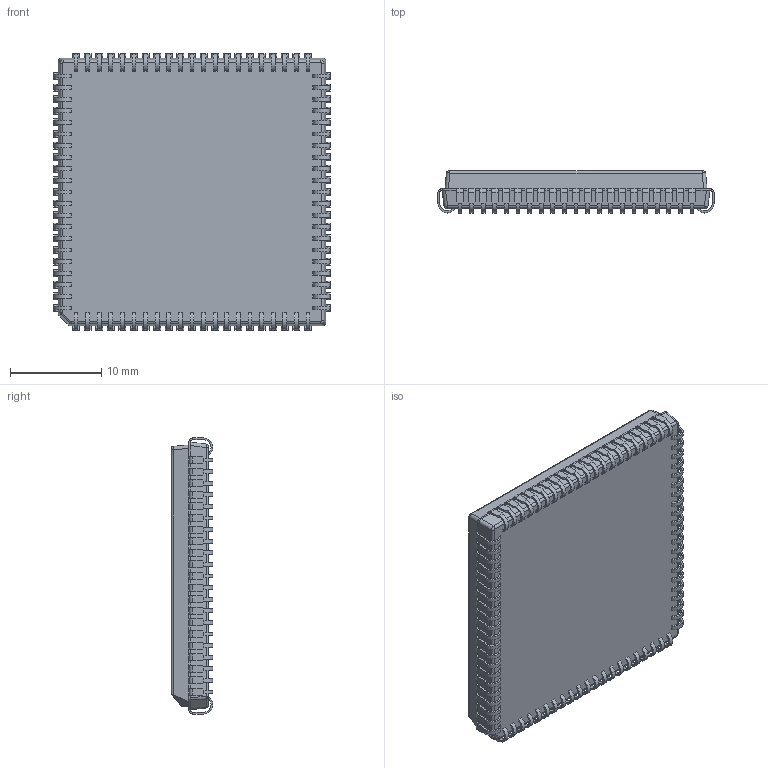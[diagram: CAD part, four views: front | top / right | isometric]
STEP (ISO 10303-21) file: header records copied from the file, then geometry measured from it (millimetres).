
FILE_DESCRIPTION (( 'STEP AP214' ), '1' );
FILE_NAME ('EPM7128SLC84-15.STEP', '2024-01-04T05:11:24', ( 'LENOVO' ), ( '' ), 'SwSTEP 2.0', 'SolidWorks 2021', '' );
FILE_SCHEMA (( 'AUTOMOTIVE_DESIGN' ));
Length unit declared in the file: inch
Products named in the file (1): EPM7128SLC84-15
Bounding box: 30.23 x 4.57 x 30.23 mm (x, y, z)
Volume: 3391.4 mm3; surface area: 2711.9 mm2
Topology: 86 solids, 86 shells, 1905 faces, 4508 edges, 2776 vertices
Faces by surface type: plane 1534, cylinder 363, bspline 8
Entity records: 54462 total; most frequent: CARTESIAN_POINT 9434, ORIENTED_EDGE 9016, DIRECTION 8962, EDGE_CURVE 4508, VECTOR 3766, LINE 3766, VERTEX_POINT 2776, AXIS2_PLACEMENT_3D 2598
